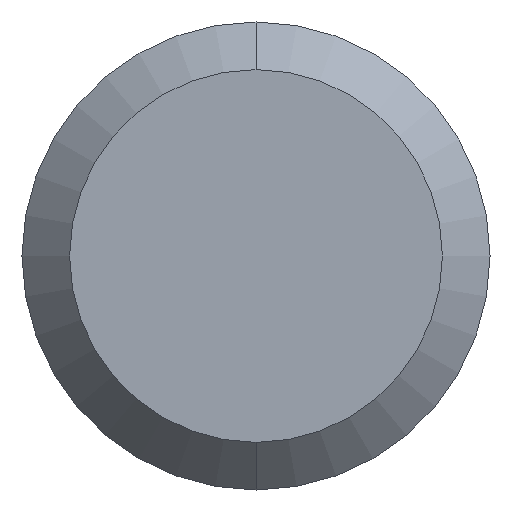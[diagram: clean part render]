
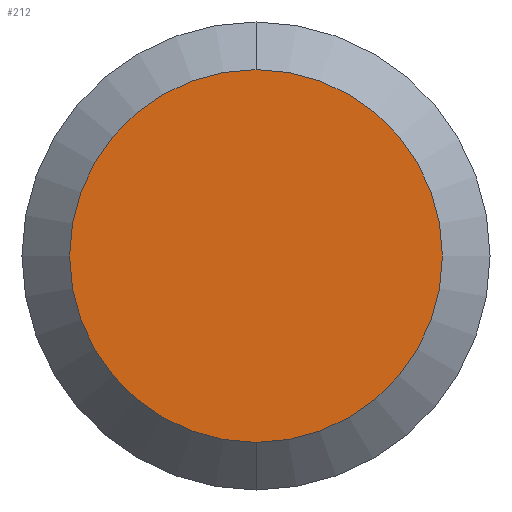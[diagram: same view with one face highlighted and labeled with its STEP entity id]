
A CAD part, front view. The second image highlights one B-rep face of the part: STEP entity #212.
In plain terms, the highlighted planar face has unit normal (0, -1, 0).
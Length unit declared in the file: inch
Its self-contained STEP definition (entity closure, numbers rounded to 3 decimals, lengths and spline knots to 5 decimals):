
#6 = DIRECTION ( 'NONE',  ( 0., 0., 1. ) ) ;
#12 = ORIENTED_EDGE ( 'NONE', *, *, #250, .T. ) ;
#37 = DIRECTION ( 'NONE',  ( 0., 0., 1. ) ) ;
#47 = CARTESIAN_POINT ( 'NONE',  ( 0., 0., 0.07828 ) ) ;
#54 = CARTESIAN_POINT ( 'NONE',  ( 0., 0., 0. ) ) ;
#60 = FACE_OUTER_BOUND ( 'NONE', #150, .T. ) ;
#71 = CARTESIAN_POINT ( 'NONE',  ( 0., 0., 0. ) ) ;
#100 = CIRCLE ( 'NONE', #153, 0.07828 ) ;
#101 = CIRCLE ( 'NONE', #140, 0.07828 ) ;
#110 = VERTEX_POINT ( 'NONE', #202 ) ;
#121 = DIRECTION ( 'NONE',  ( 0., -1., 0. ) ) ;
#140 = AXIS2_PLACEMENT_3D ( 'NONE', #251, #121, #37 ) ;
#150 = EDGE_LOOP ( 'NONE', ( #12, #169 ) ) ;
#152 = AXIS2_PLACEMENT_3D ( 'NONE', #71, #244, #6 ) ;
#153 = AXIS2_PLACEMENT_3D ( 'NONE', #54, #203, #181 ) ;
#169 = ORIENTED_EDGE ( 'NONE', *, *, #218, .T. ) ;
#181 = DIRECTION ( 'NONE',  ( 0., 0., 1. ) ) ;
#202 = CARTESIAN_POINT ( 'NONE',  ( 0., 0., -0.07828 ) ) ;
#203 = DIRECTION ( 'NONE',  ( 0., -1., 0. ) ) ;
#212 = ADVANCED_FACE ( 'NONE', ( #60 ), #264, .F. ) ;
#217 = VERTEX_POINT ( 'NONE', #47 ) ;
#218 = EDGE_CURVE ( 'NONE', #110, #217, #100, .T. ) ;
#244 = DIRECTION ( 'NONE',  ( 0., 1., 0. ) ) ;
#250 = EDGE_CURVE ( 'NONE', #217, #110, #101, .T. ) ;
#251 = CARTESIAN_POINT ( 'NONE',  ( 0., 0., 0. ) ) ;
#264 = PLANE ( 'NONE',  #152 ) ;
